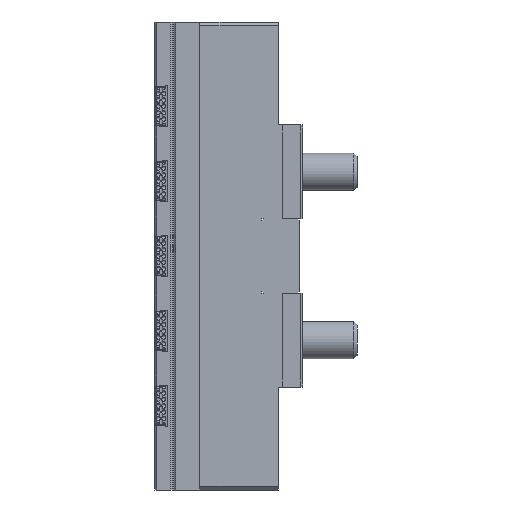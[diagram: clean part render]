
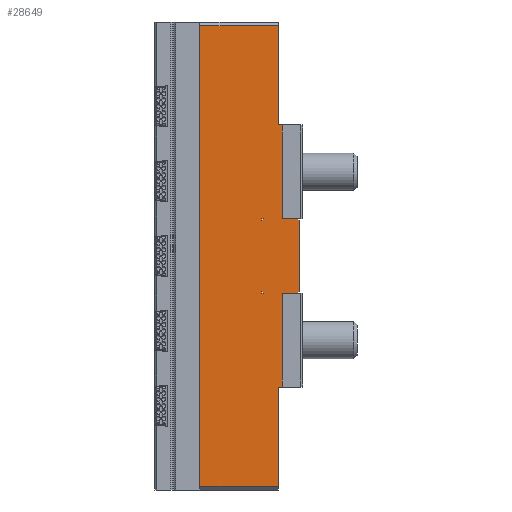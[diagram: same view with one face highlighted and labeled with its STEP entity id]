
A CAD part, left-side view. The second image highlights one B-rep face of the part: STEP entity #28649.
In plain terms, the highlighted planar face has unit normal (-1, 0, 0).
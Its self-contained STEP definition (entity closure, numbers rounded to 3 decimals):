
#1214=FACE_BOUND('',#4430,.T.);
#1215=FACE_BOUND('',#4431,.T.);
#1602=PLANE('',#30642);
#2914=FACE_OUTER_BOUND('',#4429,.T.);
#4429=EDGE_LOOP('',(#21197,#21198,#21199,#21200,#21201,#21202,#21203,#21204,
#21205,#21206,#21207,#21208,#21209,#21210));
#4430=EDGE_LOOP('',(#21211,#21212,#21213));
#4431=EDGE_LOOP('',(#21214,#21215,#21216));
#5395=LINE('',#39961,#7954);
#5397=LINE('',#39972,#7956);
#5409=LINE('',#39996,#7968);
#5412=LINE('',#40001,#7971);
#5415=LINE('',#40006,#7974);
#5416=LINE('',#40009,#7975);
#5419=LINE('',#40014,#7978);
#5432=LINE('',#40045,#7991);
#6342=LINE('',#45951,#8901);
#6343=LINE('',#45953,#8902);
#6344=LINE('',#45955,#8903);
#6345=LINE('',#45957,#8904);
#6346=LINE('',#45959,#8905);
#6347=LINE('',#45961,#8906);
#6348=LINE('',#45963,#8907);
#6349=LINE('',#45965,#8908);
#6350=LINE('',#45966,#8909);
#6351=LINE('',#45967,#8910);
#6352=LINE('',#45969,#8911);
#6353=LINE('',#45970,#8912);
#7954=VECTOR('',#32598,10.);
#7956=VECTOR('',#32610,10.);
#7968=VECTOR('',#32626,10.);
#7971=VECTOR('',#32631,10.);
#7974=VECTOR('',#32636,10.);
#7975=VECTOR('',#32639,10.);
#7978=VECTOR('',#32644,10.);
#7991=VECTOR('',#32663,10.);
#8901=VECTOR('',#35215,10.);
#8902=VECTOR('',#35216,10.);
#8903=VECTOR('',#35217,10.);
#8904=VECTOR('',#35218,10.);
#8905=VECTOR('',#35219,10.);
#8906=VECTOR('',#35220,10.);
#8907=VECTOR('',#35221,10.);
#8908=VECTOR('',#35222,10.);
#8909=VECTOR('',#35223,10.);
#8910=VECTOR('',#35224,10.);
#8911=VECTOR('',#35225,10.);
#8912=VECTOR('',#35226,10.);
#11029=VERTEX_POINT('',#39955);
#11031=VERTEX_POINT('',#39959);
#11034=VERTEX_POINT('',#39970);
#11035=VERTEX_POINT('',#39971);
#11044=VERTEX_POINT('',#39994);
#11045=VERTEX_POINT('',#39995);
#11046=VERTEX_POINT('',#40000);
#11047=VERTEX_POINT('',#40004);
#11048=VERTEX_POINT('',#40008);
#11049=VERTEX_POINT('',#40012);
#11064=VERTEX_POINT('',#40044);
#12049=VERTEX_POINT('',#45950);
#12050=VERTEX_POINT('',#45952);
#12051=VERTEX_POINT('',#45954);
#12052=VERTEX_POINT('',#45956);
#12053=VERTEX_POINT('',#45958);
#12054=VERTEX_POINT('',#45960);
#12055=VERTEX_POINT('',#45962);
#12056=VERTEX_POINT('',#45964);
#12057=VERTEX_POINT('',#45968);
#13845=EDGE_CURVE('',#11031,#11029,#5395,.T.);
#13849=EDGE_CURVE('',#11034,#11035,#5397,.T.);
#13861=EDGE_CURVE('',#11044,#11045,#5409,.T.);
#13864=EDGE_CURVE('',#11046,#11031,#5412,.T.);
#13867=EDGE_CURVE('',#11047,#11046,#5415,.T.);
#13868=EDGE_CURVE('',#11048,#11047,#5416,.T.);
#13871=EDGE_CURVE('',#11049,#11048,#5419,.T.);
#13886=EDGE_CURVE('',#11064,#11035,#5432,.T.);
#15373=EDGE_CURVE('',#11049,#12049,#6342,.T.);
#15374=EDGE_CURVE('',#12049,#12050,#6343,.T.);
#15375=EDGE_CURVE('',#12050,#12051,#6344,.T.);
#15376=EDGE_CURVE('',#12052,#12051,#6345,.T.);
#15377=EDGE_CURVE('',#12052,#12053,#6346,.T.);
#15378=EDGE_CURVE('',#12054,#12053,#6347,.T.);
#15379=EDGE_CURVE('',#12054,#12055,#6348,.T.);
#15380=EDGE_CURVE('',#12055,#12056,#6349,.T.);
#15381=EDGE_CURVE('',#12056,#11029,#6350,.T.);
#15382=EDGE_CURVE('',#11034,#11064,#6351,.T.);
#15383=EDGE_CURVE('',#11044,#12057,#6352,.T.);
#15384=EDGE_CURVE('',#12057,#11045,#6353,.T.);
#21197=ORIENTED_EDGE('',*,*,#15373,.T.);
#21198=ORIENTED_EDGE('',*,*,#15374,.T.);
#21199=ORIENTED_EDGE('',*,*,#15375,.T.);
#21200=ORIENTED_EDGE('',*,*,#15376,.F.);
#21201=ORIENTED_EDGE('',*,*,#15377,.T.);
#21202=ORIENTED_EDGE('',*,*,#15378,.F.);
#21203=ORIENTED_EDGE('',*,*,#15379,.T.);
#21204=ORIENTED_EDGE('',*,*,#15380,.T.);
#21205=ORIENTED_EDGE('',*,*,#15381,.T.);
#21206=ORIENTED_EDGE('',*,*,#13845,.F.);
#21207=ORIENTED_EDGE('',*,*,#13864,.F.);
#21208=ORIENTED_EDGE('',*,*,#13867,.F.);
#21209=ORIENTED_EDGE('',*,*,#13868,.F.);
#21210=ORIENTED_EDGE('',*,*,#13871,.F.);
#21211=ORIENTED_EDGE('',*,*,#15382,.T.);
#21212=ORIENTED_EDGE('',*,*,#13886,.T.);
#21213=ORIENTED_EDGE('',*,*,#13849,.F.);
#21214=ORIENTED_EDGE('',*,*,#13861,.F.);
#21215=ORIENTED_EDGE('',*,*,#15383,.T.);
#21216=ORIENTED_EDGE('',*,*,#15384,.T.);
#28649=ADVANCED_FACE('',(#2914,#1214,#1215),#1602,.T.);
#30642=AXIS2_PLACEMENT_3D('',#45949,#35213,#35214);
#32598=DIRECTION('',(0.,1.,0.));
#32610=DIRECTION('',(0.,-0.707,0.707));
#32626=DIRECTION('',(0.,0.707,0.707));
#32631=DIRECTION('',(0.,0.707,-0.707));
#32636=DIRECTION('',(0.,0.,-1.));
#32639=DIRECTION('',(0.,-0.707,-0.707));
#32644=DIRECTION('',(0.,-1.,0.));
#32663=DIRECTION('',(0.,-1.,0.));
#35213=DIRECTION('center_axis',(-1.,0.,0.));
#35214=DIRECTION('ref_axis',(0.,0.,1.));
#35215=DIRECTION('',(0.,0.,1.));
#35216=DIRECTION('',(0.,1.,0.));
#35217=DIRECTION('',(0.,0.,1.));
#35218=DIRECTION('',(0.,-1.,0.));
#35219=DIRECTION('',(0.,0.,-1.));
#35220=DIRECTION('',(0.,1.,0.));
#35221=DIRECTION('',(0.,0.,1.));
#35222=DIRECTION('',(0.,-1.,0.));
#35223=DIRECTION('',(0.,0.,1.));
#35224=DIRECTION('',(0.,0.,1.));
#35225=DIRECTION('',(0.,1.,0.));
#35226=DIRECTION('',(0.,0.,1.));
#39955=CARTESIAN_POINT('',(0.,0.,-10.));
#39959=CARTESIAN_POINT('',(0.,-4.,-10.));
#39961=CARTESIAN_POINT('',(0.,-4.5,-10.));
#39970=CARTESIAN_POINT('',(0.,5.5,9.5));
#39971=CARTESIAN_POINT('',(0.,5.,10.));
#39972=CARTESIAN_POINT('',(0.,6.5,8.5));
#39994=CARTESIAN_POINT('',(0.,5.,-10.));
#39995=CARTESIAN_POINT('',(0.,5.5,-9.5));
#39996=CARTESIAN_POINT('',(0.,6.5,-8.5));
#40000=CARTESIAN_POINT('',(0.,-4.5,-9.5));
#40001=CARTESIAN_POINT('',(0.,-5.5,-8.5));
#40004=CARTESIAN_POINT('',(0.,-4.5,9.5));
#40006=CARTESIAN_POINT('',(0.,-4.5,10.));
#40008=CARTESIAN_POINT('',(0.,-4.,10.));
#40009=CARTESIAN_POINT('',(0.,-5.5,8.5));
#40012=CARTESIAN_POINT('',(0.,0.,10.));
#40014=CARTESIAN_POINT('',(0.,5.5,10.));
#40044=CARTESIAN_POINT('',(0.,5.5,10.));
#40045=CARTESIAN_POINT('',(0.,2.75,10.));
#45949=CARTESIAN_POINT('Origin',(0.,0.,0.));
#45950=CARTESIAN_POINT('',(0.,0.,35.));
#45951=CARTESIAN_POINT('',(0.,0.,0.));
#45952=CARTESIAN_POINT('',(0.,1.,35.));
#45953=CARTESIAN_POINT('',(0.,0.5,35.));
#45954=CARTESIAN_POINT('',(0.,1.,61.5));
#45955=CARTESIAN_POINT('',(0.,1.,52.976));
#45956=CARTESIAN_POINT('',(0.,22.,61.5));
#45957=CARTESIAN_POINT('',(0.,6.542,61.5));
#45958=CARTESIAN_POINT('',(0.,22.,-61.5));
#45959=CARTESIAN_POINT('',(0.,22.,0.));
#45960=CARTESIAN_POINT('',(0.,1.,-61.5));
#45961=CARTESIAN_POINT('',(0.,6.542,-61.5));
#45962=CARTESIAN_POINT('',(0.,1.,-35.));
#45963=CARTESIAN_POINT('',(0.,1.,-17.5));
#45964=CARTESIAN_POINT('',(0.,0.,-35.));
#45965=CARTESIAN_POINT('',(0.,-8.06,-35.));
#45966=CARTESIAN_POINT('',(0.,0.,0.));
#45967=CARTESIAN_POINT('',(0.,5.5,-5.));
#45968=CARTESIAN_POINT('',(0.,5.5,-10.));
#45969=CARTESIAN_POINT('',(0.,-2.75,-10.));
#45970=CARTESIAN_POINT('',(0.,5.5,-5.));
